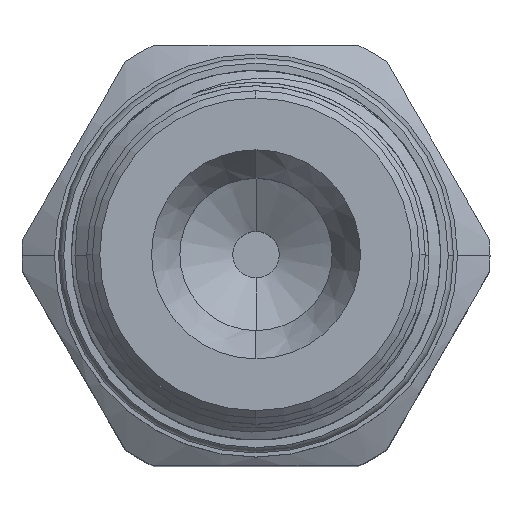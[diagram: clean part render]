
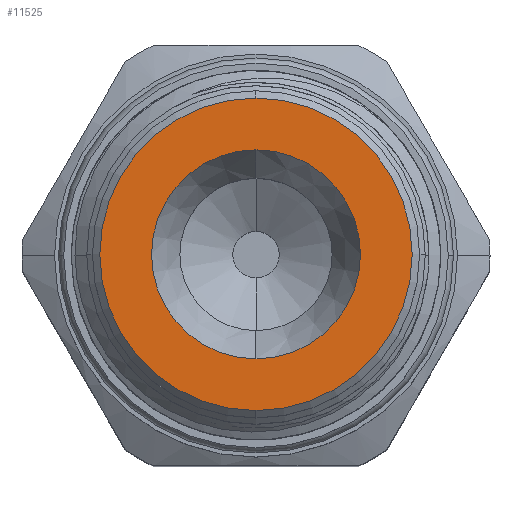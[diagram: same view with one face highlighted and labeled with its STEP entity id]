
A CAD part, top view. The second image highlights one B-rep face of the part: STEP entity #11525.
In plain terms, the highlighted planar face has unit normal (0, 0, 1).
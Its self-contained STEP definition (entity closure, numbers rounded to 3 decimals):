
#287 = CIRCLE ( 'NONE', #10057, 10.615 ) ;
#469 = DIRECTION ( 'NONE',  ( 0., -1., 0. ) ) ;
#1043 = AXIS2_PLACEMENT_3D ( 'NONE', #4603, #1053, #14046 ) ;
#1053 = DIRECTION ( 'NONE',  ( 0., 0., -1. ) ) ;
#1461 = AXIS2_PLACEMENT_3D ( 'NONE', #7308, #1543, #12033 ) ;
#1543 = DIRECTION ( 'NONE',  ( 0., 0., 1. ) ) ;
#1997 = ORIENTED_EDGE ( 'NONE', *, *, #4014, .T. ) ;
#2572 = DIRECTION ( 'NONE',  ( 0., 0., -1. ) ) ;
#2770 = EDGE_CURVE ( 'NONE', #3354, #13749, #287, .T. ) ;
#2850 = CIRCLE ( 'NONE', #6952, 7.1 ) ;
#3197 = EDGE_LOOP ( 'NONE', ( #5739, #6393 ) ) ;
#3302 = VERTEX_POINT ( 'NONE', #4133 ) ;
#3353 = CARTESIAN_POINT ( 'NONE',  ( 0., 10.615, 25.34 ) ) ;
#3354 = VERTEX_POINT ( 'NONE', #6196 ) ;
#3615 = CIRCLE ( 'NONE', #1043, 7.1 ) ;
#3638 = DIRECTION ( 'NONE',  ( 0., -1., 0. ) ) ;
#4014 = EDGE_CURVE ( 'NONE', #3302, #14638, #2850, .T. ) ;
#4133 = CARTESIAN_POINT ( 'NONE',  ( 0., 7.1, 25.34 ) ) ;
#4603 = CARTESIAN_POINT ( 'NONE',  ( 0., 0., 25.34 ) ) ;
#5164 = DIRECTION ( 'NONE',  ( 0., 0., -1. ) ) ;
#5739 = ORIENTED_EDGE ( 'NONE', *, *, #2770, .F. ) ;
#6108 = EDGE_LOOP ( 'NONE', ( #1997, #9737 ) ) ;
#6196 = CARTESIAN_POINT ( 'NONE',  ( 0., -10.615, 25.34 ) ) ;
#6393 = ORIENTED_EDGE ( 'NONE', *, *, #9077, .F. ) ;
#6952 = AXIS2_PLACEMENT_3D ( 'NONE', #13107, #2572, #3638 ) ;
#7066 = CARTESIAN_POINT ( 'NONE',  ( 0., -7.1, 25.34 ) ) ;
#7308 = CARTESIAN_POINT ( 'NONE',  ( 0., 0., 25.34 ) ) ;
#8949 = FACE_OUTER_BOUND ( 'NONE', #3197, .T. ) ;
#9077 = EDGE_CURVE ( 'NONE', #13749, #3354, #14672, .T. ) ;
#9265 = EDGE_CURVE ( 'NONE', #14638, #3302, #3615, .T. ) ;
#9716 = PLANE ( 'NONE',  #1461 ) ;
#9737 = ORIENTED_EDGE ( 'NONE', *, *, #9265, .T. ) ;
#10054 = DIRECTION ( 'NONE',  ( 0., -1., 0. ) ) ;
#10057 = AXIS2_PLACEMENT_3D ( 'NONE', #12184, #13580, #10054 ) ;
#11525 = ADVANCED_FACE ( 'NONE', ( #12397, #8949 ), #9716, .T. ) ;
#12033 = DIRECTION ( 'NONE',  ( 0., 1., 0. ) ) ;
#12184 = CARTESIAN_POINT ( 'NONE',  ( 0., 0., 25.34 ) ) ;
#12397 = FACE_BOUND ( 'NONE', #6108, .T. ) ;
#12679 = AXIS2_PLACEMENT_3D ( 'NONE', #14539, #5164, #469 ) ;
#13107 = CARTESIAN_POINT ( 'NONE',  ( 0., 0., 25.34 ) ) ;
#13580 = DIRECTION ( 'NONE',  ( 0., 0., -1. ) ) ;
#13749 = VERTEX_POINT ( 'NONE', #3353 ) ;
#14046 = DIRECTION ( 'NONE',  ( 0., -1., 0. ) ) ;
#14539 = CARTESIAN_POINT ( 'NONE',  ( 0., 0., 25.34 ) ) ;
#14638 = VERTEX_POINT ( 'NONE', #7066 ) ;
#14672 = CIRCLE ( 'NONE', #12679, 10.615 ) ;
